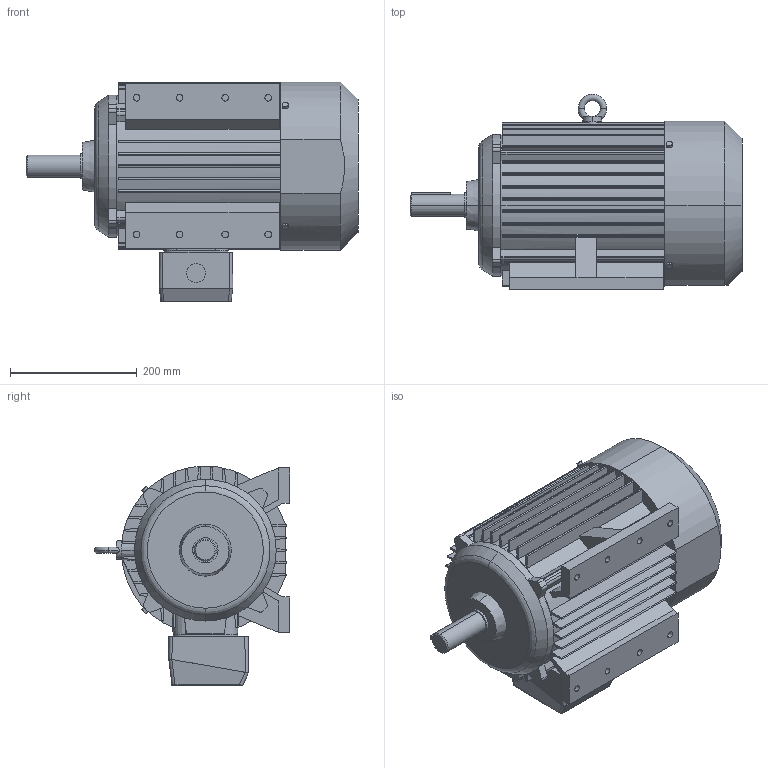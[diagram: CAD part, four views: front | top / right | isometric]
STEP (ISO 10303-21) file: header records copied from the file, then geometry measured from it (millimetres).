
FILE_DESCRIPTION (( 'STEP AP203' ), '1' );
FILE_NAME ('SIE213T.STEP', '2012-10-25T10:03:17', ( 'INDUKTA' ), ( 'INDUKTA' ), 'SwSTEP 2.0', 'SolidWorks 2003064', '' );
FILE_SCHEMA (( 'CONFIG_CONTROL_DESIGN' ));
Length unit declared in the file: millimetre
Products named in the file (1): SIE213T
Bounding box: 524.8 x 308.63 x 347.63 mm (x, y, z)
Volume: 20908870.3 mm3; surface area: 881723.2 mm2
Topology: 3 solids, 3 shells, 528 faces, 1449 edges, 949 vertices
Faces by surface type: plane 333, cylinder 147, bspline 24, cone 16, torus 8
Entity records: 20364 total; most frequent: CARTESIAN_POINT 6879, ORIENTED_EDGE 2898, DIRECTION 2672, EDGE_CURVE 1449, LINE 976, VECTOR 976, VERTEX_POINT 949, AXIS2_PLACEMENT_3D 848
